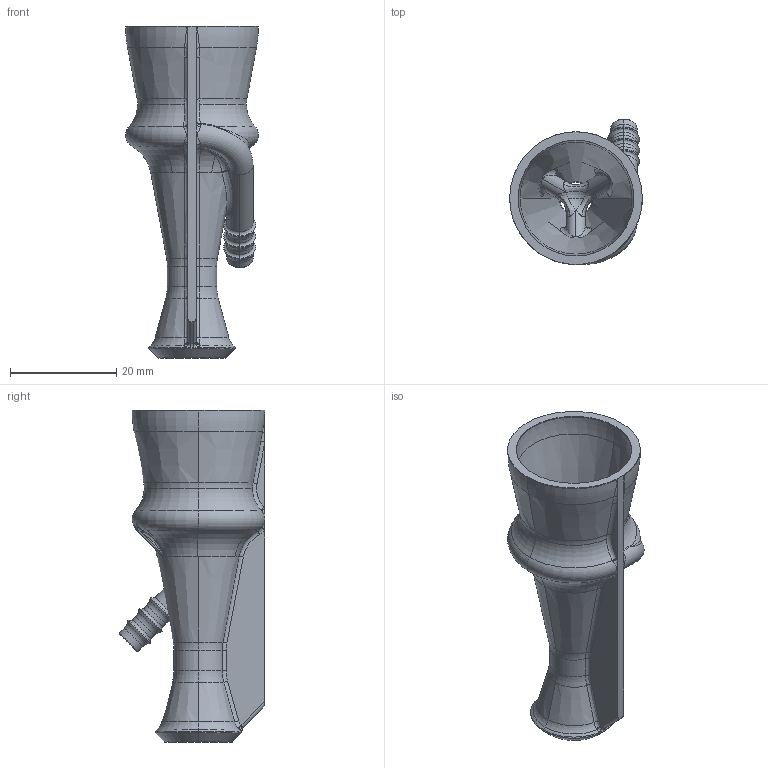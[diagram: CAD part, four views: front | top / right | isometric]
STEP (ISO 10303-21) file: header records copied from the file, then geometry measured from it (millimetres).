
FILE_DESCRIPTION (( 'STEP AP203' ), '1' );
FILE_NAME ('Respirator-free reanimation Venturi''s valve (rev. 4) FiO2-30 Body.STEP', '2020-03-23T08:38:02', ( '' ), ( '' ), 'SwSTEP 2.0', 'SolidWorks 2018', '' );
FILE_SCHEMA (( 'CONFIG_CONTROL_DESIGN' ));
Products named in the file (1): Respirator-free reanimation Venturi''s valve (rev. 4) FiO2-30 Body
Bounding box: 25 x 27.46 x 62.55 mm (x, y, z)
Volume: 6249.5 mm3; surface area: 8645.8 mm2
Topology: 1 solids, 1 shells, 599 faces, 1501 edges, 908 vertices
Faces by surface type: bspline 291, plane 122, torus 96, cylinder 54, cone 30, sphere 6
Entity records: 35156 total; most frequent: CARTESIAN_POINT 22984, ORIENTED_EDGE 2970, DIRECTION 1832, EDGE_CURVE 1485, VERTEX_POINT 908, AXIS2_PLACEMENT_3D 683, EDGE_LOOP 633, B_SPLINE_CURVE_WITH_KNOTS 609
